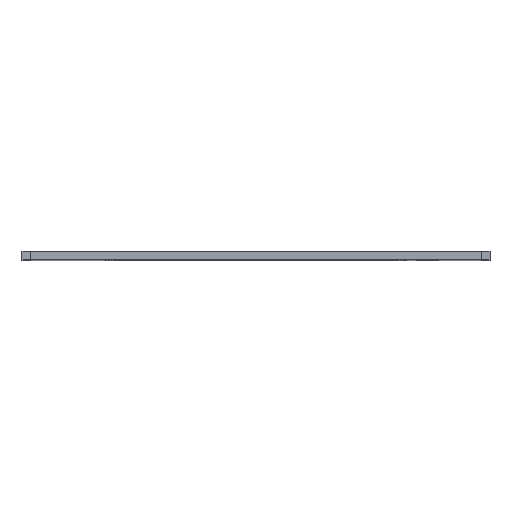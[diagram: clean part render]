
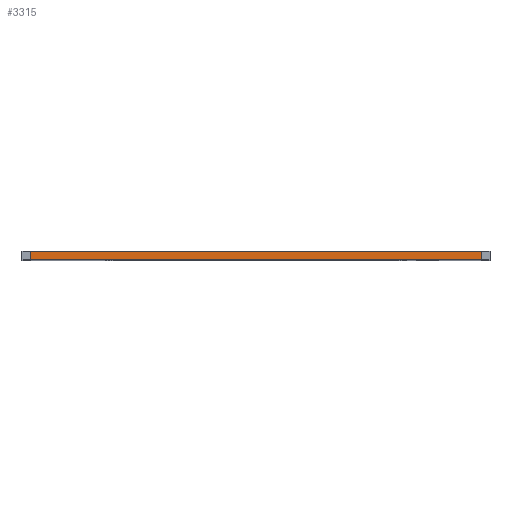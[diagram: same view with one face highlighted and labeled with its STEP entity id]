
A CAD part, top view. The second image highlights one B-rep face of the part: STEP entity #3315.
In plain terms, the highlighted face is planar.
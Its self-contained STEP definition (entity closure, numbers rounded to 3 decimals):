
#55 = PLANE('',#56);
#56 = AXIS2_PLACEMENT_3D('',#57,#58,#59);
#57 = CARTESIAN_POINT('',(0.,0.,0.));
#58 = DIRECTION('',(0.,0.,-1.));
#59 = DIRECTION('',(0.,-1.,0.));
#111 = PLANE('',#112);
#112 = AXIS2_PLACEMENT_3D('',#113,#114,#115);
#113 = CARTESIAN_POINT('',(0.,0.,10.)
  );
#114 = DIRECTION('',(0.,0.,-1.));
#115 = DIRECTION('',(0.,-1.,0.));
#429 = VERTEX_POINT('',#430);
#430 = CARTESIAN_POINT('',(0.,696.,0.)
  );
#444 = PLANE('',#445);
#445 = AXIS2_PLACEMENT_3D('',#446,#447,#448);
#446 = CARTESIAN_POINT('',(-10.,696.,0.));
#447 = DIRECTION('',(0.,1.,0.));
#448 = DIRECTION('',(1.,0.,0.));
#456 = EDGE_CURVE('',#457,#429,#459,.T.);
#457 = VERTEX_POINT('',#458);
#458 = CARTESIAN_POINT('',(560.,696.,0.));
#459 = SURFACE_CURVE('',#460,(#464,#471),.PCURVE_S1.);
#460 = LINE('',#461,#462);
#461 = CARTESIAN_POINT('',(560.,696.,0.));
#462 = VECTOR('',#463,1.);
#463 = DIRECTION('',(-1.,0.,0.));
#464 = PCURVE('',#55,#465);
#465 = DEFINITIONAL_REPRESENTATION('',(#466),#470);
#466 = LINE('',#467,#468);
#467 = CARTESIAN_POINT('',(-696.,-560.));
#468 = VECTOR('',#469,1.);
#469 = DIRECTION('',(0.,1.));
#470 = ( GEOMETRIC_REPRESENTATION_CONTEXT(2) 
PARAMETRIC_REPRESENTATION_CONTEXT() REPRESENTATION_CONTEXT('2D SPACE',''
  ) );
#471 = PCURVE('',#472,#477);
#472 = PLANE('',#473);
#473 = AXIS2_PLACEMENT_3D('',#474,#475,#476);
#474 = CARTESIAN_POINT('',(560.,696.,0.));
#475 = DIRECTION('',(0.,-1.,0.));
#476 = DIRECTION('',(-1.,0.,0.));
#477 = DEFINITIONAL_REPRESENTATION('',(#478),#482);
#478 = LINE('',#479,#480);
#479 = CARTESIAN_POINT('',(0.,0.));
#480 = VECTOR('',#481,1.);
#481 = DIRECTION('',(1.,0.));
#482 = ( GEOMETRIC_REPRESENTATION_CONTEXT(2) 
PARAMETRIC_REPRESENTATION_CONTEXT() REPRESENTATION_CONTEXT('2D SPACE',''
  ) );
#500 = PLANE('',#501);
#501 = AXIS2_PLACEMENT_3D('',#502,#503,#504);
#502 = CARTESIAN_POINT('',(560.,696.,0.));
#503 = DIRECTION('',(0.,1.,0.));
#504 = DIRECTION('',(1.,0.,0.));
#1849 = VERTEX_POINT('',#1850);
#1850 = CARTESIAN_POINT('',(0.,696.,10.));
#1871 = EDGE_CURVE('',#1872,#1849,#1874,.T.);
#1872 = VERTEX_POINT('',#1873);
#1873 = CARTESIAN_POINT('',(560.,696.,10.));
#1874 = SURFACE_CURVE('',#1875,(#1879,#1886),.PCURVE_S1.);
#1875 = LINE('',#1876,#1877);
#1876 = CARTESIAN_POINT('',(560.,696.,10.));
#1877 = VECTOR('',#1878,1.);
#1878 = DIRECTION('',(-1.,0.,0.));
#1879 = PCURVE('',#111,#1880);
#1880 = DEFINITIONAL_REPRESENTATION('',(#1881),#1885);
#1881 = LINE('',#1882,#1883);
#1882 = CARTESIAN_POINT('',(-696.,-560.));
#1883 = VECTOR('',#1884,1.);
#1884 = DIRECTION('',(0.,1.));
#1885 = ( GEOMETRIC_REPRESENTATION_CONTEXT(2) 
PARAMETRIC_REPRESENTATION_CONTEXT() REPRESENTATION_CONTEXT('2D SPACE',''
  ) );
#1886 = PCURVE('',#472,#1887);
#1887 = DEFINITIONAL_REPRESENTATION('',(#1888),#1892);
#1888 = LINE('',#1889,#1890);
#1889 = CARTESIAN_POINT('',(0.,-10.));
#1890 = VECTOR('',#1891,1.);
#1891 = DIRECTION('',(1.,0.));
#1892 = ( GEOMETRIC_REPRESENTATION_CONTEXT(2) 
PARAMETRIC_REPRESENTATION_CONTEXT() REPRESENTATION_CONTEXT('2D SPACE',''
  ) );
#3292 = EDGE_CURVE('',#457,#1872,#3293,.T.);
#3293 = SURFACE_CURVE('',#3294,(#3298,#3305),.PCURVE_S1.);
#3294 = LINE('',#3295,#3296);
#3295 = CARTESIAN_POINT('',(560.,696.,0.));
#3296 = VECTOR('',#3297,1.);
#3297 = DIRECTION('',(0.,0.,1.));
#3298 = PCURVE('',#500,#3299);
#3299 = DEFINITIONAL_REPRESENTATION('',(#3300),#3304);
#3300 = LINE('',#3301,#3302);
#3301 = CARTESIAN_POINT('',(0.,0.));
#3302 = VECTOR('',#3303,1.);
#3303 = DIRECTION('',(0.,-1.));
#3304 = ( GEOMETRIC_REPRESENTATION_CONTEXT(2) 
PARAMETRIC_REPRESENTATION_CONTEXT() REPRESENTATION_CONTEXT('2D SPACE',''
  ) );
#3305 = PCURVE('',#472,#3306);
#3306 = DEFINITIONAL_REPRESENTATION('',(#3307),#3311);
#3307 = LINE('',#3308,#3309);
#3308 = CARTESIAN_POINT('',(0.,0.));
#3309 = VECTOR('',#3310,1.);
#3310 = DIRECTION('',(0.,-1.));
#3311 = ( GEOMETRIC_REPRESENTATION_CONTEXT(2) 
PARAMETRIC_REPRESENTATION_CONTEXT() REPRESENTATION_CONTEXT('2D SPACE',''
  ) );
#3315 = ADVANCED_FACE('',(#3316),#472,.F.);
#3316 = FACE_BOUND('',#3317,.F.);
#3317 = EDGE_LOOP('',(#3318,#3319,#3320,#3341));
#3318 = ORIENTED_EDGE('',*,*,#3292,.T.);
#3319 = ORIENTED_EDGE('',*,*,#1871,.T.);
#3320 = ORIENTED_EDGE('',*,*,#3321,.F.);
#3321 = EDGE_CURVE('',#429,#1849,#3322,.T.);
#3322 = SURFACE_CURVE('',#3323,(#3327,#3334),.PCURVE_S1.);
#3323 = LINE('',#3324,#3325);
#3324 = CARTESIAN_POINT('',(0.,696.,
    0.));
#3325 = VECTOR('',#3326,1.);
#3326 = DIRECTION('',(0.,0.,1.));
#3327 = PCURVE('',#472,#3328);
#3328 = DEFINITIONAL_REPRESENTATION('',(#3329),#3333);
#3329 = LINE('',#3330,#3331);
#3330 = CARTESIAN_POINT('',(560.,0.));
#3331 = VECTOR('',#3332,1.);
#3332 = DIRECTION('',(0.,-1.));
#3333 = ( GEOMETRIC_REPRESENTATION_CONTEXT(2) 
PARAMETRIC_REPRESENTATION_CONTEXT() REPRESENTATION_CONTEXT('2D SPACE',''
  ) );
#3334 = PCURVE('',#444,#3335);
#3335 = DEFINITIONAL_REPRESENTATION('',(#3336),#3340);
#3336 = LINE('',#3337,#3338);
#3337 = CARTESIAN_POINT('',(10.,0.));
#3338 = VECTOR('',#3339,1.);
#3339 = DIRECTION('',(0.,-1.));
#3340 = ( GEOMETRIC_REPRESENTATION_CONTEXT(2) 
PARAMETRIC_REPRESENTATION_CONTEXT() REPRESENTATION_CONTEXT('2D SPACE',''
  ) );
#3341 = ORIENTED_EDGE('',*,*,#456,.F.);
